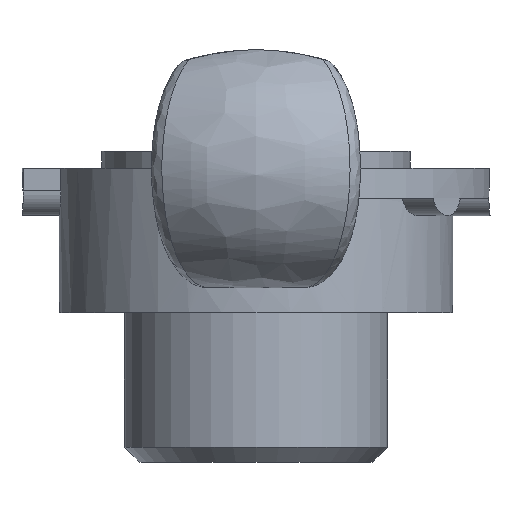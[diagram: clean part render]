
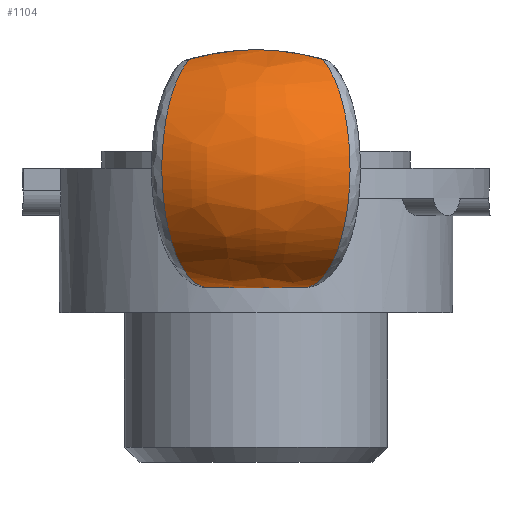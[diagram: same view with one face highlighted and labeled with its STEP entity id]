
A CAD part, left-side view. The second image highlights one B-rep face of the part: STEP entity #1104.
In plain terms, the highlighted free-form (B-spline) face has degree [2, 2] with [5, 3] control points.
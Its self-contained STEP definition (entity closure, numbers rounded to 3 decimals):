
#15=(
BOUNDED_SURFACE()
B_SPLINE_SURFACE(2,2,((#2342,#2343,#2344),(#2345,#2346,#2347),(#2348,#2349,
#2350),(#2351,#2352,#2353),(#2354,#2355,#2356)),.UNSPECIFIED.,.F.,.F.,.F.)
B_SPLINE_SURFACE_WITH_KNOTS((3,2,3),(3,3),(-1.445,0.054,
1.553),(-0.601,0.601),.UNSPECIFIED.)
GEOMETRIC_REPRESENTATION_ITEM()
RATIONAL_B_SPLINE_SURFACE(((1.,0.825,1.),(0.732,
0.604,0.732),(1.,0.825,1.),(0.732,
0.604,0.732),(1.,0.825,1.)))
REPRESENTATION_ITEM('')
SURFACE()
);
#54=B_SPLINE_CURVE_WITH_KNOTS('',3,(#2304,#2305,#2306,#2307,#2308,#2309,
#2310,#2311),.UNSPECIFIED.,.F.,.F.,(4,1,1,1,1,4),(-3.427,-3.053,
-2.68,-1.932,-1.184,-0.81),
 .UNSPECIFIED.);
#56=B_SPLINE_CURVE_WITH_KNOTS('',3,(#2324,#2325,#2326,#2327,#2328,#2329,
#2330,#2331,#2332,#2333,#2334,#2335),.UNSPECIFIED.,.F.,.F.,(4,2,2,2,2,4),
(0.002,0.094,0.209,0.384,
0.559,0.659),.UNSPECIFIED.);
#58=B_SPLINE_CURVE_WITH_KNOTS('',3,(#2358,#2359,#2360,#2361,#2362,#2363,
#2364,#2365,#2366,#2367),.UNSPECIFIED.,.F.,.F.,(4,2,2,2,4),(-2.393,
-2.148,-1.877,-1.593,-1.467),
 .UNSPECIFIED.);
#59=B_SPLINE_CURVE_WITH_KNOTS('',3,(#2369,#2370,#2371,#2372,#2373,#2374,
#2375,#2376,#2377),.UNSPECIFIED.,.F.,.F.,(4,1,1,1,1,1,4),(-3.128,
-2.754,-2.38,-1.632,-1.258,
-0.884,-0.51),.UNSPECIFIED.);
#60=B_SPLINE_CURVE_WITH_KNOTS('',3,(#2379,#2380,#2381,#2382,#2383,#2384,
#2385,#2386,#2387,#2388,#2389,#2390),.UNSPECIFIED.,.F.,.F.,(4,2,2,2,2,4),
(-0.659,-0.559,-0.384,-0.209,
-0.094,-0.002),.UNSPECIFIED.);
#61=B_SPLINE_CURVE_WITH_KNOTS('',3,(#2392,#2393,#2394,#2395),
 .UNSPECIFIED.,.F.,.F.,(4,4),(-1.929,-1.928),
 .UNSPECIFIED.);
#62=B_SPLINE_CURVE_WITH_KNOTS('',3,(#2396,#2397,#2398,#2399),
 .UNSPECIFIED.,.F.,.F.,(4,4),(-1.928,-1.926),
 .UNSPECIFIED.);
#142=FACE_OUTER_BOUND('',#209,.T.);
#209=EDGE_LOOP('',(#812,#813,#814,#815,#816,#817,#818));
#477=VERTEX_POINT('',#2292);
#478=VERTEX_POINT('',#2303);
#479=VERTEX_POINT('',#2323);
#480=VERTEX_POINT('',#2357);
#481=VERTEX_POINT('',#2368);
#482=VERTEX_POINT('',#2378);
#483=VERTEX_POINT('',#2391);
#603=EDGE_CURVE('',#477,#478,#54,.T.);
#605=EDGE_CURVE('',#479,#478,#56,.T.);
#607=EDGE_CURVE('',#477,#480,#58,.T.);
#608=EDGE_CURVE('',#481,#480,#59,.T.);
#609=EDGE_CURVE('',#481,#482,#60,.T.);
#610=EDGE_CURVE('',#482,#483,#61,.T.);
#611=EDGE_CURVE('',#483,#479,#62,.T.);
#812=ORIENTED_EDGE('',*,*,#603,.F.);
#813=ORIENTED_EDGE('',*,*,#607,.T.);
#814=ORIENTED_EDGE('',*,*,#608,.F.);
#815=ORIENTED_EDGE('',*,*,#609,.T.);
#816=ORIENTED_EDGE('',*,*,#610,.T.);
#817=ORIENTED_EDGE('',*,*,#611,.T.);
#818=ORIENTED_EDGE('',*,*,#605,.T.);
#1104=ADVANCED_FACE('',(#142),#15,.F.);
#2292=CARTESIAN_POINT('',(-19.058,5.184,-11.943));
#2303=CARTESIAN_POINT('',(-22.557,6.697,10.942));
#2304=CARTESIAN_POINT('Ctrl Pts',(-19.058,5.184,-11.943));
#2305=CARTESIAN_POINT('Ctrl Pts',(-20.419,5.786,-11.801));
#2306=CARTESIAN_POINT('Ctrl Pts',(-23.112,6.938,-10.962));
#2307=CARTESIAN_POINT('Ctrl Pts',(-27.623,8.827,-7.279));
#2308=CARTESIAN_POINT('Ctrl Pts',(-30.241,9.907,0.295));
#2309=CARTESIAN_POINT('Ctrl Pts',(-27.312,8.698,7.739));
#2310=CARTESIAN_POINT('Ctrl Pts',(-23.823,7.235,10.329));
#2311=CARTESIAN_POINT('Ctrl Pts',(-22.557,6.697,10.942));
#2323=CARTESIAN_POINT('',(-21.,0.016,11.906));
#2324=CARTESIAN_POINT('Ctrl Pts',(-21.,0.016,
11.906));
#2325=CARTESIAN_POINT('Ctrl Pts',(-21.001,0.325,11.906));
#2326=CARTESIAN_POINT('Ctrl Pts',(-21.042,0.69,11.898));
#2327=CARTESIAN_POINT('Ctrl Pts',(-21.17,1.367,11.871));
#2328=CARTESIAN_POINT('Ctrl Pts',(-21.293,1.81,11.841));
#2329=CARTESIAN_POINT('Ctrl Pts',(-21.571,2.732,11.756));
#2330=CARTESIAN_POINT('Ctrl Pts',(-21.77,3.337,11.678));
#2331=CARTESIAN_POINT('Ctrl Pts',(-22.123,4.55,11.471));
#2332=CARTESIAN_POINT('Ctrl Pts',(-22.276,5.158,11.342));
#2333=CARTESIAN_POINT('Ctrl Pts',(-22.453,6.034,11.126));
#2334=CARTESIAN_POINT('Ctrl Pts',(-22.51,6.363,11.038));
#2335=CARTESIAN_POINT('Ctrl Pts',(-22.557,6.697,10.942));
#2342=CARTESIAN_POINT('Ctrl Pts',(-19.334,-5.373,11.906));
#2343=CARTESIAN_POINT('Ctrl Pts',(-23.02,0.,11.906));
#2344=CARTESIAN_POINT('Ctrl Pts',(-19.334,5.373,11.906));
#2345=CARTESIAN_POINT('Ctrl Pts',(-28.472,-11.641,10.51));
#2346=CARTESIAN_POINT('Ctrl Pts',(-36.456,0.,10.51));
#2347=CARTESIAN_POINT('Ctrl Pts',(-28.472,11.641,10.51));
#2348=CARTESIAN_POINT('Ctrl Pts',(-27.979,-11.303,-0.642));
#2349=CARTESIAN_POINT('Ctrl Pts',(-35.732,0.,-0.642));
#2350=CARTESIAN_POINT('Ctrl Pts',(-27.979,11.303,-0.642));
#2351=CARTESIAN_POINT('Ctrl Pts',(-27.486,-10.965,-11.794));
#2352=CARTESIAN_POINT('Ctrl Pts',(-35.007,0.,-11.794));
#2353=CARTESIAN_POINT('Ctrl Pts',(-27.486,10.965,-11.794));
#2354=CARTESIAN_POINT('Ctrl Pts',(-18.278,-4.649,-11.998));
#2355=CARTESIAN_POINT('Ctrl Pts',(-21.467,0.,-11.998));
#2356=CARTESIAN_POINT('Ctrl Pts',(-18.278,4.649,-11.998));
#2357=CARTESIAN_POINT('',(-19.058,-5.184,-11.943));
#2358=CARTESIAN_POINT('Ctrl Pts',(-19.058,5.184,-11.943));
#2359=CARTESIAN_POINT('Ctrl Pts',(-19.3,4.291,-11.973));
#2360=CARTESIAN_POINT('Ctrl Pts',(-19.48,3.382,-11.985));
#2361=CARTESIAN_POINT('Ctrl Pts',(-19.724,1.447,-11.998));
#2362=CARTESIAN_POINT('Ctrl Pts',(-19.772,0.421,-11.998));
#2363=CARTESIAN_POINT('Ctrl Pts',(-19.708,-1.675,-11.996));
#2364=CARTESIAN_POINT('Ctrl Pts',(-19.588,-2.742,-11.994));
#2365=CARTESIAN_POINT('Ctrl Pts',(-19.291,-4.261,-11.969));
#2366=CARTESIAN_POINT('Ctrl Pts',(-19.182,-4.725,-11.959));
#2367=CARTESIAN_POINT('Ctrl Pts',(-19.058,-5.184,-11.943));
#2368=CARTESIAN_POINT('',(-22.557,-6.697,10.942));
#2369=CARTESIAN_POINT('Ctrl Pts',(-22.557,-6.697,10.942));
#2370=CARTESIAN_POINT('Ctrl Pts',(-23.823,-7.235,10.329));
#2371=CARTESIAN_POINT('Ctrl Pts',(-26.129,-8.203,8.591));
#2372=CARTESIAN_POINT('Ctrl Pts',(-29.308,-9.523,3.495));
#2373=CARTESIAN_POINT('Ctrl Pts',(-29.437,-9.576,-2.949));
#2374=CARTESIAN_POINT('Ctrl Pts',(-26.482,-8.35,-8.191));
#2375=CARTESIAN_POINT('Ctrl Pts',(-23.122,-6.942,-10.966));
#2376=CARTESIAN_POINT('Ctrl Pts',(-20.419,-5.786,-11.801));
#2377=CARTESIAN_POINT('Ctrl Pts',(-19.058,-5.184,-11.943));
#2378=CARTESIAN_POINT('',(-21.,-0.016,11.906));
#2379=CARTESIAN_POINT('Ctrl Pts',(-22.557,-6.697,10.942));
#2380=CARTESIAN_POINT('Ctrl Pts',(-22.51,-6.363,11.038));
#2381=CARTESIAN_POINT('Ctrl Pts',(-22.453,-6.034,11.126));
#2382=CARTESIAN_POINT('Ctrl Pts',(-22.276,-5.158,11.342));
#2383=CARTESIAN_POINT('Ctrl Pts',(-22.123,-4.55,11.471));
#2384=CARTESIAN_POINT('Ctrl Pts',(-21.77,-3.337,11.678));
#2385=CARTESIAN_POINT('Ctrl Pts',(-21.571,-2.732,11.756));
#2386=CARTESIAN_POINT('Ctrl Pts',(-21.293,-1.81,11.841));
#2387=CARTESIAN_POINT('Ctrl Pts',(-21.17,-1.367,11.871));
#2388=CARTESIAN_POINT('Ctrl Pts',(-21.042,-0.69,
11.898));
#2389=CARTESIAN_POINT('Ctrl Pts',(-21.001,-0.325,
11.906));
#2390=CARTESIAN_POINT('Ctrl Pts',(-21.,-0.016,
11.906));
#2391=CARTESIAN_POINT('',(-21.,0.,11.906));
#2392=CARTESIAN_POINT('Ctrl Pts',(-21.,-0.016,
11.906));
#2393=CARTESIAN_POINT('Ctrl Pts',(-21.,-0.011,
11.906));
#2394=CARTESIAN_POINT('Ctrl Pts',(-21.,-0.005,11.906));
#2395=CARTESIAN_POINT('Ctrl Pts',(-21.,0.,11.906));
#2396=CARTESIAN_POINT('Ctrl Pts',(-21.,0.,11.906));
#2397=CARTESIAN_POINT('Ctrl Pts',(-21.,0.005,11.906));
#2398=CARTESIAN_POINT('Ctrl Pts',(-21.,0.011,
11.906));
#2399=CARTESIAN_POINT('Ctrl Pts',(-21.,0.016,
11.906));
